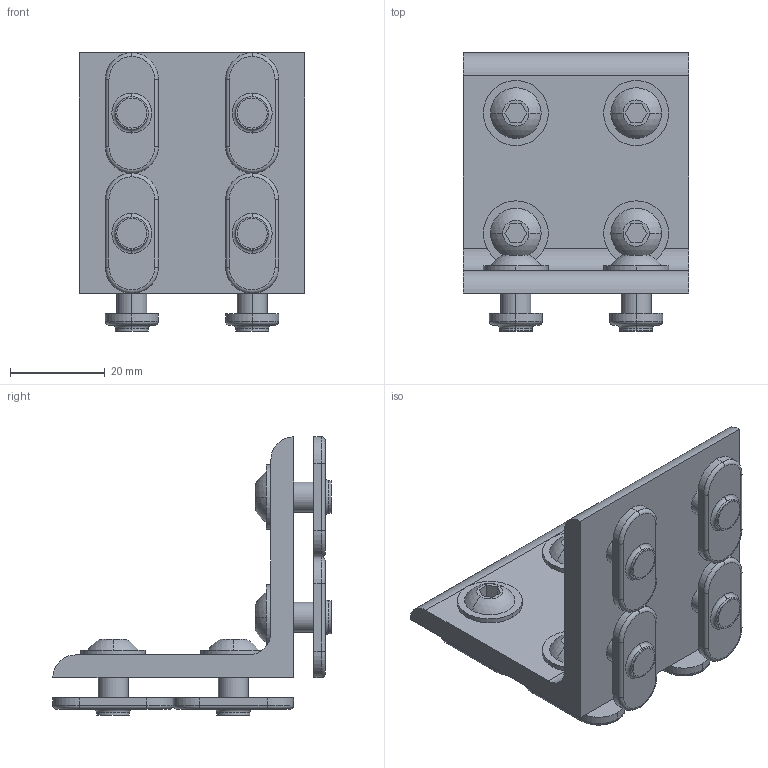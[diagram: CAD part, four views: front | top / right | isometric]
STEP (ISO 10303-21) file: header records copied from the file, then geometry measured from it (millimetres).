
FILE_DESCRIPTION (( 'STEP AP203' ), '1' );
FILE_NAME ('653051.SLDASM.step', '2003-10-13T11:21:29', ( 'Jerry Winters' ), ( 'GoEngineer' ), 'SwSTEP 2.0', 'SolidWorks 2003174', '' );
FILE_SCHEMA (( 'CONFIG_CONTROL_DESIGN' ));
Length unit declared in the file: inch
Products named in the file (5): 653051.SLDASM; Inside Corner Brackets (STD)_653051; 651130; FBHSCS_651136; 651163
Assembly tree (11 placements, depth 3):
  653051.SLDASM
    651130  x8
      651163
      FBHSCS_651136
    Inside Corner Brackets (STD)_653051
Bounding box: 47.62 x 58.74 x 58.74 mm (x, y, z)
Volume: 29942.6 mm3; surface area: 21240.2 mm2
Topology: 17 solids, 17 shells, 313 faces, 697 edges, 446 vertices
Faces by surface type: plane 134, cylinder 123, torus 40, sphere 16
Entity records: 2713 total; most frequent: DIRECTION 380, CARTESIAN_POINT 375, ORIENTED_EDGE 316, EDGE_CURVE 158, AXIS2_PLACEMENT_3D 154, VERTEX_POINT 103, EDGE_LOOP 79, CIRCLE 78
